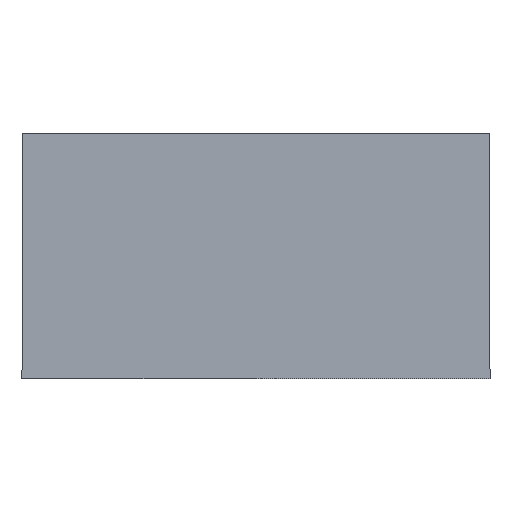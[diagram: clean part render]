
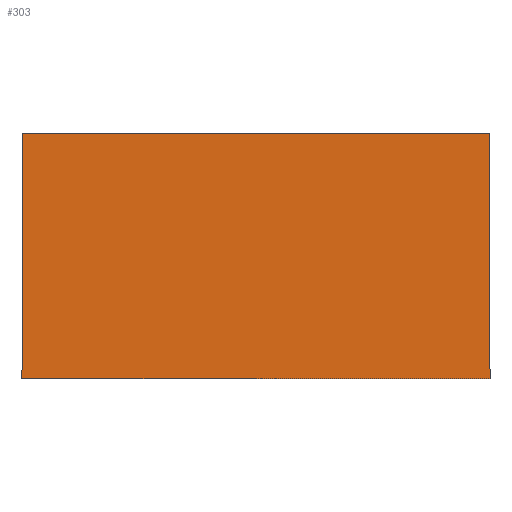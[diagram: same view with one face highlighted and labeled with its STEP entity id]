
A CAD part, front view. The second image highlights one B-rep face of the part: STEP entity #303.
In plain terms, the highlighted planar face has unit normal (0, -1, 0).
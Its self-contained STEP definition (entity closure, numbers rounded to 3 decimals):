
#27 = EDGE_LOOP ( 'NONE', ( #396, #358, #350, #368 ) ) ;
#42 = CARTESIAN_POINT ( 'NONE',  ( -39., -45., 0. ) ) ;
#74 = DIRECTION ( 'NONE',  ( 0., -1., 0. ) ) ;
#77 = DIRECTION ( 'NONE',  ( 0., 0., 1. ) ) ;
#101 = VECTOR ( 'NONE', #434, 1000. ) ;
#124 = LINE ( 'NONE', #273, #276 ) ;
#131 = VERTEX_POINT ( 'NONE', #417 ) ;
#174 = VECTOR ( 'NONE', #386, 1000. ) ;
#221 = DIRECTION ( 'NONE',  ( 0., 0., -1. ) ) ;
#237 = EDGE_CURVE ( 'NONE', #288, #466, #296, .T. ) ;
#242 = AXIS2_PLACEMENT_3D ( 'NONE', #328, #74, #221 ) ;
#257 = CARTESIAN_POINT ( 'NONE',  ( -39., -45., -35. ) ) ;
#273 = CARTESIAN_POINT ( 'NONE',  ( 39., -45., 0. ) ) ;
#276 = VECTOR ( 'NONE', #413, 1000. ) ;
#283 = VERTEX_POINT ( 'NONE', #475 ) ;
#288 = VERTEX_POINT ( 'NONE', #257 ) ;
#291 = LINE ( 'NONE', #401, #101 ) ;
#296 = LINE ( 'NONE', #42, #306 ) ;
#303 = ADVANCED_FACE ( 'NONE', ( #442 ), #397, .T. ) ;
#306 = VECTOR ( 'NONE', #77, 1000. ) ;
#312 = EDGE_CURVE ( 'NONE', #283, #288, #291, .T. ) ;
#328 = CARTESIAN_POINT ( 'NONE',  ( 0., -45., 0. ) ) ;
#350 = ORIENTED_EDGE ( 'NONE', *, *, #237, .F. ) ;
#358 = ORIENTED_EDGE ( 'NONE', *, *, #463, .F. ) ;
#368 = ORIENTED_EDGE ( 'NONE', *, *, #312, .F. ) ;
#386 = DIRECTION ( 'NONE',  ( 1., 0., 0. ) ) ;
#390 = CARTESIAN_POINT ( 'NONE',  ( -39., -45., 6. ) ) ;
#396 = ORIENTED_EDGE ( 'NONE', *, *, #435, .F. ) ;
#397 = PLANE ( 'NONE',  #242 ) ;
#401 = CARTESIAN_POINT ( 'NONE',  ( 39., -45., -35. ) ) ;
#413 = DIRECTION ( 'NONE',  ( 0., 0., -1. ) ) ;
#416 = LINE ( 'NONE', #462, #174 ) ;
#417 = CARTESIAN_POINT ( 'NONE',  ( 39., -45., 6. ) ) ;
#434 = DIRECTION ( 'NONE',  ( -1., 0., 0. ) ) ;
#435 = EDGE_CURVE ( 'NONE', #131, #283, #124, .T. ) ;
#442 = FACE_OUTER_BOUND ( 'NONE', #27, .T. ) ;
#462 = CARTESIAN_POINT ( 'NONE',  ( -39., -45., 6. ) ) ;
#463 = EDGE_CURVE ( 'NONE', #466, #131, #416, .T. ) ;
#466 = VERTEX_POINT ( 'NONE', #390 ) ;
#475 = CARTESIAN_POINT ( 'NONE',  ( 39., -45., -35. ) ) ;
